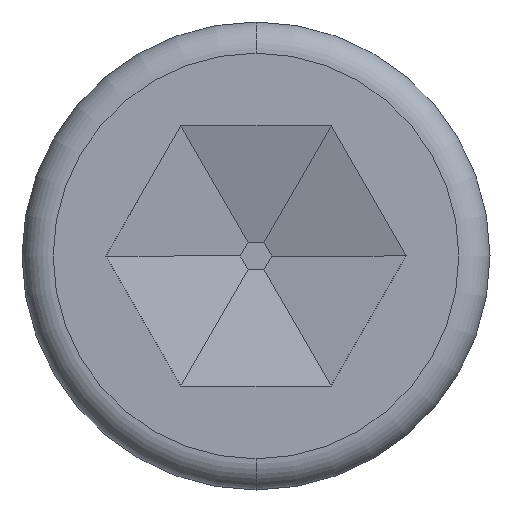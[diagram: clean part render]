
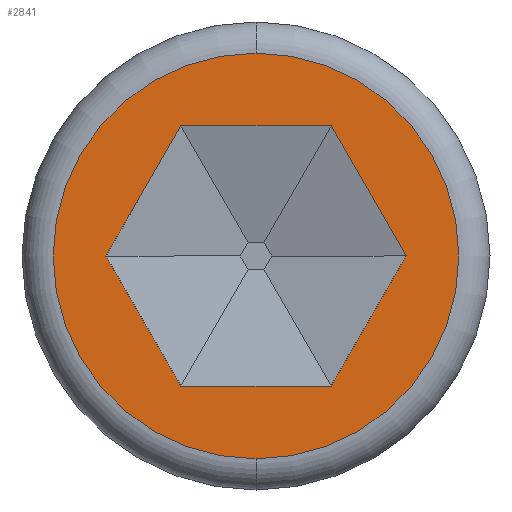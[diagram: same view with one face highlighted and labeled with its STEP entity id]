
A CAD part, front view. The second image highlights one B-rep face of the part: STEP entity #2841.
In plain terms, the highlighted planar face has unit normal (0, -1, 0).
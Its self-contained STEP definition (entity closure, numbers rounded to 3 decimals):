
#39 = DIRECTION ( 'NONE',  ( 0., -1., 0. ) ) ;
#67 = ORIENTED_EDGE ( 'NONE', *, *, #112, .F. ) ;
#85 = FACE_BOUND ( 'NONE', #1665, .T. ) ;
#94 = CARTESIAN_POINT ( 'NONE',  ( 1.443, 0., 0. ) ) ;
#112 = EDGE_CURVE ( 'NONE', #2763, #3742, #4111, .T. ) ;
#396 = CARTESIAN_POINT ( 'NONE',  ( 0., 0., 0. ) ) ;
#427 = LINE ( 'NONE', #94, #436 ) ;
#436 = VECTOR ( 'NONE', #2853, 1000. ) ;
#591 = ORIENTED_EDGE ( 'NONE', *, *, #875, .F. ) ;
#784 = LINE ( 'NONE', #4193, #1204 ) ;
#875 = EDGE_CURVE ( 'NONE', #3742, #2404, #3851, .T. ) ;
#1016 = LINE ( 'NONE', #1070, #1252 ) ;
#1070 = CARTESIAN_POINT ( 'NONE',  ( 0.722, 0., 1.25 ) ) ;
#1097 = ORIENTED_EDGE ( 'NONE', *, *, #1768, .T. ) ;
#1108 = DIRECTION ( 'NONE',  ( 0., 1., 0. ) ) ;
#1150 = CARTESIAN_POINT ( 'NONE',  ( 0., 0., 0. ) ) ;
#1204 = VECTOR ( 'NONE', #1811, 1000. ) ;
#1231 = EDGE_CURVE ( 'NONE', #3045, #2004, #784, .T. ) ;
#1252 = VECTOR ( 'NONE', #4172, 1000. ) ;
#1287 = ORIENTED_EDGE ( 'NONE', *, *, #2699, .T. ) ;
#1451 = VECTOR ( 'NONE', #2418, 1000. ) ;
#1473 = CARTESIAN_POINT ( 'NONE',  ( -0.722, 0., -1.25 ) ) ;
#1599 = ORIENTED_EDGE ( 'NONE', *, *, #4091, .F. ) ;
#1665 = EDGE_LOOP ( 'NONE', ( #1599, #591, #67, #4409, #3709, #3258 ) ) ;
#1733 = CIRCLE ( 'NONE', #4011, 1.95 ) ;
#1760 = VERTEX_POINT ( 'NONE', #3465 ) ;
#1768 = EDGE_CURVE ( 'NONE', #2684, #1760, #1733, .T. ) ;
#1811 = DIRECTION ( 'NONE',  ( -0.5, 0., -0.866 ) ) ;
#1842 = DIRECTION ( 'NONE',  ( 0., 0., 1. ) ) ;
#1844 = AXIS2_PLACEMENT_3D ( 'NONE', #1150, #4227, #1842 ) ;
#2004 = VERTEX_POINT ( 'NONE', #3056 ) ;
#2051 = EDGE_LOOP ( 'NONE', ( #1097, #1287 ) ) ;
#2122 = CARTESIAN_POINT ( 'NONE',  ( 1.443, 0., 0. ) ) ;
#2135 = CARTESIAN_POINT ( 'NONE',  ( 0.722, 0., 1.25 ) ) ;
#2169 = DIRECTION ( 'NONE',  ( 0., 0., 1. ) ) ;
#2175 = CARTESIAN_POINT ( 'NONE',  ( 0.722, 0., -1.25 ) ) ;
#2404 = VERTEX_POINT ( 'NONE', #2122 ) ;
#2418 = DIRECTION ( 'NONE',  ( 1., 0., 0. ) ) ;
#2582 = CARTESIAN_POINT ( 'NONE',  ( -1.443, 0., 0. ) ) ;
#2684 = VERTEX_POINT ( 'NONE', #3939 ) ;
#2699 = EDGE_CURVE ( 'NONE', #1760, #2684, #3775, .T. ) ;
#2763 = VERTEX_POINT ( 'NONE', #1473 ) ;
#2793 = FACE_OUTER_BOUND ( 'NONE', #2051, .T. ) ;
#2841 = ADVANCED_FACE ( 'NONE', ( #85, #2793 ), #3183, .F. ) ;
#2848 = DIRECTION ( 'NONE',  ( 0.5, 0., 0.866 ) ) ;
#2853 = DIRECTION ( 'NONE',  ( -0.5, 0., 0.866 ) ) ;
#2915 = LINE ( 'NONE', #2582, #3252 ) ;
#3045 = VERTEX_POINT ( 'NONE', #3310 ) ;
#3056 = CARTESIAN_POINT ( 'NONE',  ( -1.443, 0., 0. ) ) ;
#3182 = EDGE_CURVE ( 'NONE', #4399, #3045, #1016, .T. ) ;
#3183 = PLANE ( 'NONE',  #3565 ) ;
#3252 = VECTOR ( 'NONE', #4276, 1000. ) ;
#3258 = ORIENTED_EDGE ( 'NONE', *, *, #3182, .F. ) ;
#3310 = CARTESIAN_POINT ( 'NONE',  ( -0.722, 0., 1.25 ) ) ;
#3465 = CARTESIAN_POINT ( 'NONE',  ( 0., 0., -1.95 ) ) ;
#3511 = DIRECTION ( 'NONE',  ( 0., 0., 1. ) ) ;
#3565 = AXIS2_PLACEMENT_3D ( 'NONE', #4439, #1108, #3511 ) ;
#3569 = CARTESIAN_POINT ( 'NONE',  ( 0.722, 0., -1.25 ) ) ;
#3582 = VECTOR ( 'NONE', #2848, 1000. ) ;
#3627 = EDGE_CURVE ( 'NONE', #2004, #2763, #2915, .T. ) ;
#3709 = ORIENTED_EDGE ( 'NONE', *, *, #1231, .F. ) ;
#3742 = VERTEX_POINT ( 'NONE', #3569 ) ;
#3775 = CIRCLE ( 'NONE', #1844, 1.95 ) ;
#3851 = LINE ( 'NONE', #2175, #3582 ) ;
#3939 = CARTESIAN_POINT ( 'NONE',  ( 0., 0., 1.95 ) ) ;
#4011 = AXIS2_PLACEMENT_3D ( 'NONE', #396, #39, #2169 ) ;
#4091 = EDGE_CURVE ( 'NONE', #2404, #4399, #427, .T. ) ;
#4111 = LINE ( 'NONE', #4421, #1451 ) ;
#4172 = DIRECTION ( 'NONE',  ( -1., 0., 0. ) ) ;
#4193 = CARTESIAN_POINT ( 'NONE',  ( -0.722, 0., 1.25 ) ) ;
#4227 = DIRECTION ( 'NONE',  ( 0., -1., 0. ) ) ;
#4276 = DIRECTION ( 'NONE',  ( 0.5, 0., -0.866 ) ) ;
#4399 = VERTEX_POINT ( 'NONE', #2135 ) ;
#4409 = ORIENTED_EDGE ( 'NONE', *, *, #3627, .F. ) ;
#4421 = CARTESIAN_POINT ( 'NONE',  ( -0.722, 0., -1.25 ) ) ;
#4439 = CARTESIAN_POINT ( 'NONE',  ( 0., 0., 0. ) ) ;
